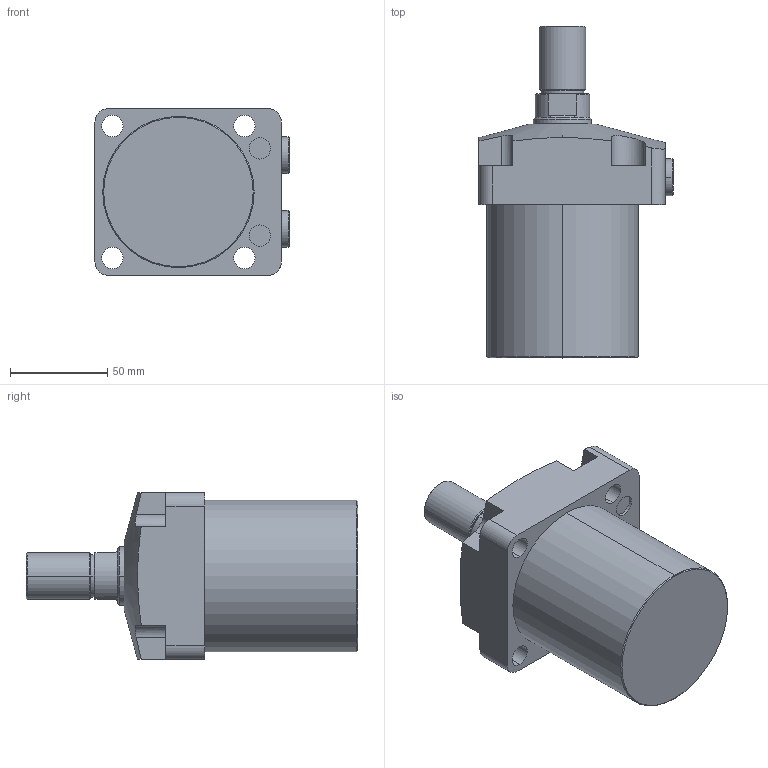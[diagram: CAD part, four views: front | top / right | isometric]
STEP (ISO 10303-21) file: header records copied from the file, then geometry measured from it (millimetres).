
FILE_DESCRIPTION (( 'STEP AP203' ), '1' );
FILE_NAME ('CNA16-60M.STEP', '2019-09-21T09:28:53', ( '微软用户' ), ( '微软中国' ), 'SwSTEP 2.0', 'SolidWorks 2012', '' );
FILE_SCHEMA (( 'CONFIG_CONTROL_DESIGN' ));
Length unit declared in the file: millimetre
Products named in the file (4): 16-60M; 黑芛1-4; CNA16-60M; CNA16-60P
Assembly tree (4 placements, depth 2):
  CNA16-60M
    CNA16-60P
    16-60M
    黑芛1-4  x2
Bounding box: 100 x 171 x 86 mm (x, y, z)
Volume: 717557.9 mm3; surface area: 65620.7 mm2
Topology: 4 solids, 4 shells, 137 faces, 318 edges, 199 vertices
Faces by surface type: cylinder 54, plane 54, cone 29
Entity records: 3963 total; most frequent: CARTESIAN_POINT 842, DIRECTION 589, ORIENTED_EDGE 536, EDGE_CURVE 268, AXIS2_PLACEMENT_3D 230, VERTEX_POINT 171, EDGE_LOOP 135, VECTOR 129
